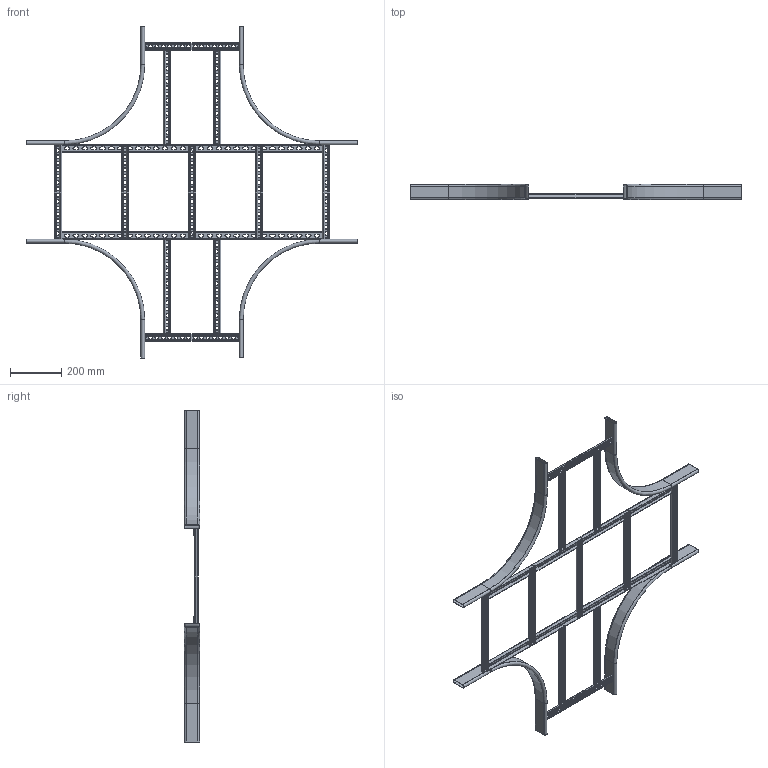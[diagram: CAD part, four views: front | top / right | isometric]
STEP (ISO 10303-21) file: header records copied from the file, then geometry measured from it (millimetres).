
FILE_DESCRIPTION (( 'STEP AP203' ), '1' );
FILE_NAME ('10-02-1399.STEP', '2013-05-02T10:17:23', ( 'asennus' ), ( '' ), 'SwSTEP 2.0', 'SolidWorks 2013', '' );
FILE_SCHEMA (( 'CONFIG_CONTROL_DESIGN' ));
Length unit declared in the file: millimetre
Products named in the file (1): 10-02-1399
Bounding box: 1300 x 60 x 1300 mm (x, y, z)
Volume: 885553.6 mm3; surface area: 1585480.7 mm2
Topology: 17 solids, 17 shells, 1724 faces, 4398 edges, 2708 vertices
Faces by surface type: plane 1020, cylinder 668, bspline 20, torus 16
Entity records: 52879 total; most frequent: CARTESIAN_POINT 9651, DIRECTION 9032, ORIENTED_EDGE 8796, EDGE_CURVE 4398, VECTOR 3014, LINE 3014, AXIS2_PLACEMENT_3D 3009, VERTEX_POINT 2708
